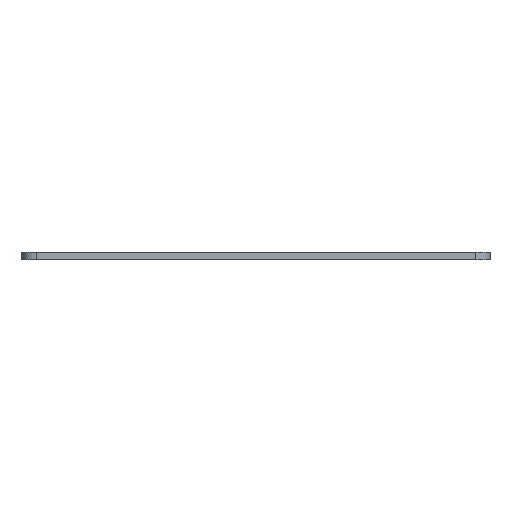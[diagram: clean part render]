
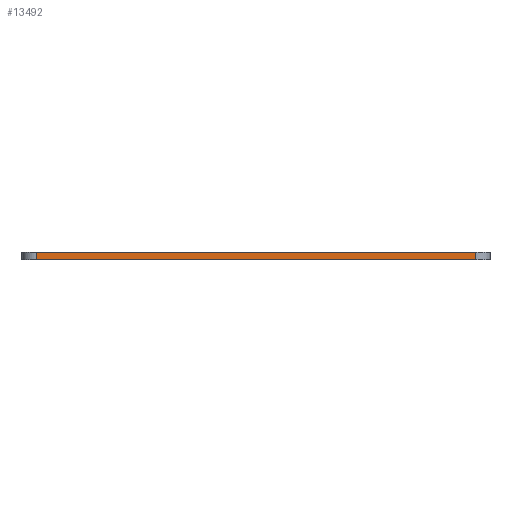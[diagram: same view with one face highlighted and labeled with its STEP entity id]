
A CAD part, left-side view. The second image highlights one B-rep face of the part: STEP entity #13492.
In plain terms, the highlighted planar face has unit normal (-1, 0.001, 0).
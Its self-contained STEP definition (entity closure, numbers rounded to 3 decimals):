
#84 = PLANE('',#85);
#85 = AXIS2_PLACEMENT_3D('',#86,#87,#88);
#86 = CARTESIAN_POINT('',(69.97,52.562,1.6));
#87 = DIRECTION('',(0.,0.,1.));
#88 = DIRECTION('',(1.,0.,-0.));
#139 = PLANE('',#140);
#140 = AXIS2_PLACEMENT_3D('',#141,#142,#143);
#141 = CARTESIAN_POINT('',(69.97,52.562,0.));
#142 = DIRECTION('',(0.,0.,1.));
#143 = DIRECTION('',(1.,0.,-0.));
#248 = CYLINDRICAL_SURFACE('',#249,3.177);
#249 = AXIS2_PLACEMENT_3D('',#250,#251,#252);
#250 = CARTESIAN_POINT('',(3.429,101.854,0.));
#251 = DIRECTION('',(-0.,-0.,-1.));
#252 = DIRECTION('',(1.,0.,-0.));
#309 = VERTEX_POINT('',#310);
#310 = CARTESIAN_POINT('',(0.254,101.752,0.));
#332 = EDGE_CURVE('',#333,#309,#335,.T.);
#333 = VERTEX_POINT('',#334);
#334 = CARTESIAN_POINT('',(0.176,3.298,0.));
#335 = SURFACE_CURVE('',#336,(#340,#347),.PCURVE_S1.);
#336 = LINE('',#337,#338);
#337 = CARTESIAN_POINT('',(0.176,3.298,0.));
#338 = VECTOR('',#339,1.);
#339 = DIRECTION('',(0.001,1.,0.));
#340 = PCURVE('',#139,#341);
#341 = DEFINITIONAL_REPRESENTATION('',(#342),#346);
#342 = LINE('',#343,#344);
#343 = CARTESIAN_POINT('',(-69.794,-49.264));
#344 = VECTOR('',#345,1.);
#345 = DIRECTION('',(0.001,1.));
#346 = ( GEOMETRIC_REPRESENTATION_CONTEXT(2) 
PARAMETRIC_REPRESENTATION_CONTEXT() REPRESENTATION_CONTEXT('2D SPACE',''
  ) );
#347 = PCURVE('',#348,#353);
#348 = PLANE('',#349);
#349 = AXIS2_PLACEMENT_3D('',#350,#351,#352);
#350 = CARTESIAN_POINT('',(0.176,3.298,0.));
#351 = DIRECTION('',(-1.,0.001,0.));
#352 = DIRECTION('',(0.001,1.,0.));
#353 = DEFINITIONAL_REPRESENTATION('',(#354),#358);
#354 = LINE('',#355,#356);
#355 = CARTESIAN_POINT('',(0.,0.));
#356 = VECTOR('',#357,1.);
#357 = DIRECTION('',(1.,0.));
#358 = ( GEOMETRIC_REPRESENTATION_CONTEXT(2) 
PARAMETRIC_REPRESENTATION_CONTEXT() REPRESENTATION_CONTEXT('2D SPACE',''
  ) );
#377 = CYLINDRICAL_SURFACE('',#378,3.177);
#378 = AXIS2_PLACEMENT_3D('',#379,#380,#381);
#379 = CARTESIAN_POINT('',(3.353,3.298,0.));
#380 = DIRECTION('',(-0.,-0.,-1.));
#381 = DIRECTION('',(1.,0.,-0.));
#7436 = VERTEX_POINT('',#7437);
#7437 = CARTESIAN_POINT('',(0.254,101.752,1.6));
#7459 = EDGE_CURVE('',#7460,#7436,#7462,.T.);
#7460 = VERTEX_POINT('',#7461);
#7461 = CARTESIAN_POINT('',(0.176,3.298,1.6));
#7462 = SURFACE_CURVE('',#7463,(#7467,#7474),.PCURVE_S1.);
#7463 = LINE('',#7464,#7465);
#7464 = CARTESIAN_POINT('',(0.176,3.298,1.6));
#7465 = VECTOR('',#7466,1.);
#7466 = DIRECTION('',(0.001,1.,0.));
#7467 = PCURVE('',#84,#7468);
#7468 = DEFINITIONAL_REPRESENTATION('',(#7469),#7473);
#7469 = LINE('',#7470,#7471);
#7470 = CARTESIAN_POINT('',(-69.794,-49.264));
#7471 = VECTOR('',#7472,1.);
#7472 = DIRECTION('',(0.001,1.));
#7473 = ( GEOMETRIC_REPRESENTATION_CONTEXT(2) 
PARAMETRIC_REPRESENTATION_CONTEXT() REPRESENTATION_CONTEXT('2D SPACE',''
  ) );
#7474 = PCURVE('',#348,#7475);
#7475 = DEFINITIONAL_REPRESENTATION('',(#7476),#7480);
#7476 = LINE('',#7477,#7478);
#7477 = CARTESIAN_POINT('',(0.,-1.6));
#7478 = VECTOR('',#7479,1.);
#7479 = DIRECTION('',(1.,0.));
#7480 = ( GEOMETRIC_REPRESENTATION_CONTEXT(2) 
PARAMETRIC_REPRESENTATION_CONTEXT() REPRESENTATION_CONTEXT('2D SPACE',''
  ) );
#13444 = EDGE_CURVE('',#309,#7436,#13445,.T.);
#13445 = SURFACE_CURVE('',#13446,(#13450,#13457),.PCURVE_S1.);
#13446 = LINE('',#13447,#13448);
#13447 = CARTESIAN_POINT('',(0.254,101.752,0.));
#13448 = VECTOR('',#13449,1.);
#13449 = DIRECTION('',(0.,0.,1.));
#13450 = PCURVE('',#248,#13451);
#13451 = DEFINITIONAL_REPRESENTATION('',(#13452),#13456);
#13452 = LINE('',#13453,#13454);
#13453 = CARTESIAN_POINT('',(-3.174,0.));
#13454 = VECTOR('',#13455,1.);
#13455 = DIRECTION('',(-0.,-1.));
#13456 = ( GEOMETRIC_REPRESENTATION_CONTEXT(2) 
PARAMETRIC_REPRESENTATION_CONTEXT() REPRESENTATION_CONTEXT('2D SPACE',''
  ) );
#13457 = PCURVE('',#348,#13458);
#13458 = DEFINITIONAL_REPRESENTATION('',(#13459),#13463);
#13459 = LINE('',#13460,#13461);
#13460 = CARTESIAN_POINT('',(98.455,0.));
#13461 = VECTOR('',#13462,1.);
#13462 = DIRECTION('',(0.,-1.));
#13463 = ( GEOMETRIC_REPRESENTATION_CONTEXT(2) 
PARAMETRIC_REPRESENTATION_CONTEXT() REPRESENTATION_CONTEXT('2D SPACE',''
  ) );
#13492 = ADVANCED_FACE('',(#13493),#348,.T.);
#13493 = FACE_BOUND('',#13494,.T.);
#13494 = EDGE_LOOP('',(#13495,#13516,#13517,#13518));
#13495 = ORIENTED_EDGE('',*,*,#13496,.T.);
#13496 = EDGE_CURVE('',#333,#7460,#13497,.T.);
#13497 = SURFACE_CURVE('',#13498,(#13502,#13509),.PCURVE_S1.);
#13498 = LINE('',#13499,#13500);
#13499 = CARTESIAN_POINT('',(0.176,3.298,0.));
#13500 = VECTOR('',#13501,1.);
#13501 = DIRECTION('',(0.,0.,1.));
#13502 = PCURVE('',#348,#13503);
#13503 = DEFINITIONAL_REPRESENTATION('',(#13504),#13508);
#13504 = LINE('',#13505,#13506);
#13505 = CARTESIAN_POINT('',(0.,0.));
#13506 = VECTOR('',#13507,1.);
#13507 = DIRECTION('',(0.,-1.));
#13508 = ( GEOMETRIC_REPRESENTATION_CONTEXT(2) 
PARAMETRIC_REPRESENTATION_CONTEXT() REPRESENTATION_CONTEXT('2D SPACE',''
  ) );
#13509 = PCURVE('',#377,#13510);
#13510 = DEFINITIONAL_REPRESENTATION('',(#13511),#13515);
#13511 = LINE('',#13512,#13513);
#13512 = CARTESIAN_POINT('',(-3.142,0.));
#13513 = VECTOR('',#13514,1.);
#13514 = DIRECTION('',(-0.,-1.));
#13515 = ( GEOMETRIC_REPRESENTATION_CONTEXT(2) 
PARAMETRIC_REPRESENTATION_CONTEXT() REPRESENTATION_CONTEXT('2D SPACE',''
  ) );
#13516 = ORIENTED_EDGE('',*,*,#7459,.T.);
#13517 = ORIENTED_EDGE('',*,*,#13444,.F.);
#13518 = ORIENTED_EDGE('',*,*,#332,.F.);
